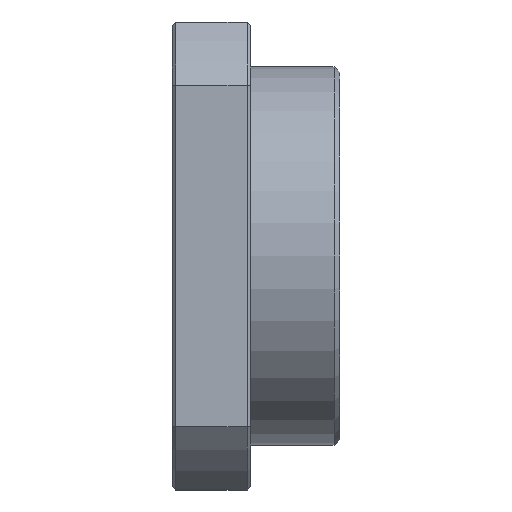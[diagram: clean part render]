
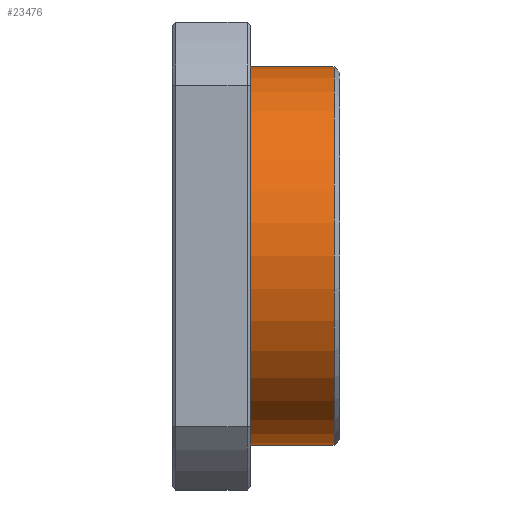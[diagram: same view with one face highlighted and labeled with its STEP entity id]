
A CAD part, front view. The second image highlights one B-rep face of the part: STEP entity #23476.
In plain terms, the highlighted cylindrical face has radius 17 mm (diameter 34 mm), a partial arc.
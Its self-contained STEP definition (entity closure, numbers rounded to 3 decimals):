
#847 = DIRECTION ( 'NONE',  ( -1., 0., 0. ) ) ;
#5735 = EDGE_LOOP ( 'NONE', ( #14857, #13481, #26340, #22932 ) ) ;
#6063 = CARTESIAN_POINT ( 'NONE',  ( 49.775, -3.404, 17. ) ) ;
#8018 = DIRECTION ( 'NONE',  ( 0., 0., 1. ) ) ;
#8120 = CIRCLE ( 'NONE', #21218, 17. ) ;
#9484 = CARTESIAN_POINT ( 'NONE',  ( -46.372, -3.404, -17. ) ) ;
#10304 = VERTEX_POINT ( 'NONE', #10947 ) ;
#10509 = AXIS2_PLACEMENT_3D ( 'NONE', #15999, #24560, #11791 ) ;
#10947 = CARTESIAN_POINT ( 'NONE',  ( 49.775, -3.404, -17. ) ) ;
#11595 = LINE ( 'NONE', #15975, #19614 ) ;
#11791 = DIRECTION ( 'NONE',  ( 0., 0., 1. ) ) ;
#12309 = CYLINDRICAL_SURFACE ( 'NONE', #10509, 17. ) ;
#13481 = ORIENTED_EDGE ( 'NONE', *, *, #18450, .T. ) ;
#13845 = DIRECTION ( 'NONE',  ( -1., 0., 0. ) ) ;
#13959 = LINE ( 'NONE', #9484, #19317 ) ;
#14309 = FACE_OUTER_BOUND ( 'NONE', #5735, .T. ) ;
#14857 = ORIENTED_EDGE ( 'NONE', *, *, #23422, .F. ) ;
#15783 = DIRECTION ( 'NONE',  ( 0., 0., 1. ) ) ;
#15881 = CARTESIAN_POINT ( 'NONE',  ( 42.275, -3.404, -17. ) ) ;
#15975 = CARTESIAN_POINT ( 'NONE',  ( -46.372, -3.404, 17. ) ) ;
#15999 = CARTESIAN_POINT ( 'NONE',  ( -46.372, -3.404, 0. ) ) ;
#17511 = EDGE_CURVE ( 'NONE', #23164, #21141, #11595, .T. ) ;
#17561 = CIRCLE ( 'NONE', #23315, 17. ) ;
#18129 = DIRECTION ( 'NONE',  ( -1., 0., 0. ) ) ;
#18450 = EDGE_CURVE ( 'NONE', #10304, #23164, #17561, .T. ) ;
#18645 = DIRECTION ( 'NONE',  ( 1., 0., 0. ) ) ;
#19317 = VECTOR ( 'NONE', #13845, 1000. ) ;
#19614 = VECTOR ( 'NONE', #18129, 1000. ) ;
#20764 = EDGE_CURVE ( 'NONE', #21141, #26263, #8120, .T. ) ;
#21141 = VERTEX_POINT ( 'NONE', #24475 ) ;
#21218 = AXIS2_PLACEMENT_3D ( 'NONE', #23085, #18645, #8018 ) ;
#21956 = CARTESIAN_POINT ( 'NONE',  ( 49.775, -3.404, 0. ) ) ;
#22932 = ORIENTED_EDGE ( 'NONE', *, *, #20764, .T. ) ;
#23085 = CARTESIAN_POINT ( 'NONE',  ( 42.275, -3.404, 0. ) ) ;
#23164 = VERTEX_POINT ( 'NONE', #6063 ) ;
#23315 = AXIS2_PLACEMENT_3D ( 'NONE', #21956, #847, #15783 ) ;
#23422 = EDGE_CURVE ( 'NONE', #10304, #26263, #13959, .T. ) ;
#23476 = ADVANCED_FACE ( 'NONE', ( #14309 ), #12309, .T. ) ;
#24475 = CARTESIAN_POINT ( 'NONE',  ( 42.275, -3.404, 17. ) ) ;
#24560 = DIRECTION ( 'NONE',  ( -1., 0., 0. ) ) ;
#26263 = VERTEX_POINT ( 'NONE', #15881 ) ;
#26340 = ORIENTED_EDGE ( 'NONE', *, *, #17511, .T. ) ;
